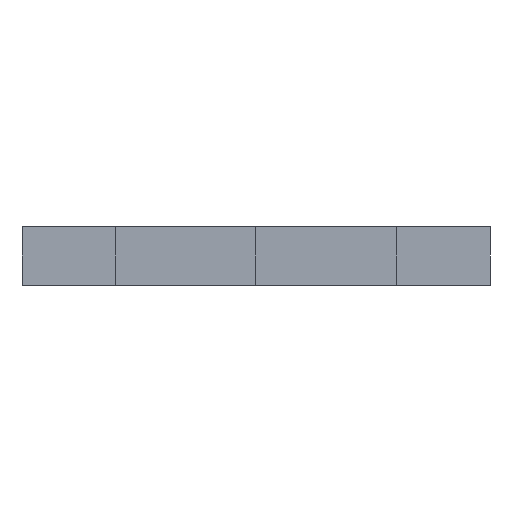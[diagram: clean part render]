
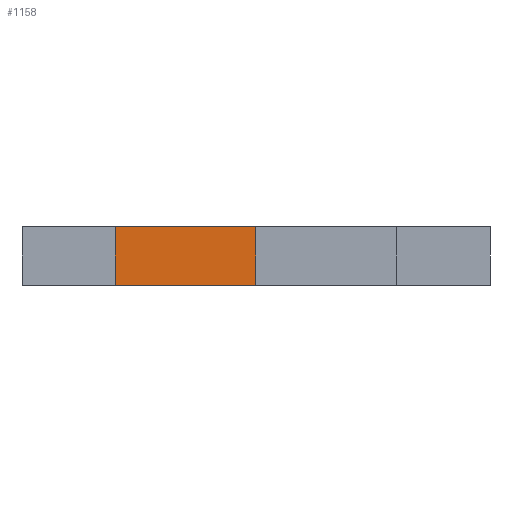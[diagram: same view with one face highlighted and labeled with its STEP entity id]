
A CAD part, front view. The second image highlights one B-rep face of the part: STEP entity #1158.
In plain terms, the highlighted planar face has unit normal (0, -1, 0).
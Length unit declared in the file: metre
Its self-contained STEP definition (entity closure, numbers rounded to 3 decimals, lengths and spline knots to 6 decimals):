
#357=ORIENTED_EDGE('',*,*,#505,.T.);
#358=ORIENTED_EDGE('',*,*,#506,.F.);
#359=ORIENTED_EDGE('',*,*,#507,.F.);
#360=ORIENTED_EDGE('',*,*,#502,.T.);
#502=EDGE_CURVE('',#609,#607,#682,.T.);
#505=EDGE_CURVE('',#607,#611,#685,.T.);
#506=EDGE_CURVE('',#612,#611,#686,.T.);
#507=EDGE_CURVE('',#609,#612,#687,.T.);
#607=VERTEX_POINT('',#1973);
#609=VERTEX_POINT('',#1976);
#611=VERTEX_POINT('',#1982);
#612=VERTEX_POINT('',#1984);
#682=LINE('',#1975,#748);
#685=LINE('',#1981,#751);
#686=LINE('',#1983,#752);
#687=LINE('',#1985,#753);
#748=VECTOR('',#1646,1.);
#751=VECTOR('',#1651,1.);
#752=VECTOR('',#1652,1.);
#753=VECTOR('',#1653,1.);
#876=EDGE_LOOP('',(#357,#358,#359,#360));
#1022=FACE_BOUND('',#876,.T.);
#1089=PLANE('',#1332);
#1158=ADVANCED_FACE('',(#1022),#1089,.F.);
#1332=AXIS2_PLACEMENT_3D('',#1980,#1649,#1650);
#1646=DIRECTION('',(0.,0.,-1.));
#1649=DIRECTION('',(0.,1.,0.));
#1650=DIRECTION('',(-1.,0.,0.));
#1651=DIRECTION('',(1.,0.,0.));
#1652=DIRECTION('',(0.,0.,-1.));
#1653=DIRECTION('',(1.,0.,0.));
#1973=CARTESIAN_POINT('',(-0.1205,-0.1824,0.));
#1975=CARTESIAN_POINT('',(-0.1205,-0.1824,0.0508));
#1976=CARTESIAN_POINT('',(-0.1205,-0.1824,0.0508));
#1980=CARTESIAN_POINT('',(-0.0597,-0.1824,0.0508));
#1981=CARTESIAN_POINT('',(-0.0597,-0.1824,0.));
#1982=CARTESIAN_POINT('',(0.0011,-0.1824,0.));
#1983=CARTESIAN_POINT('',(0.0011,-0.1824,0.0508));
#1984=CARTESIAN_POINT('',(0.0011,-0.1824,0.0508));
#1985=CARTESIAN_POINT('',(-0.0597,-0.1824,0.0508));
